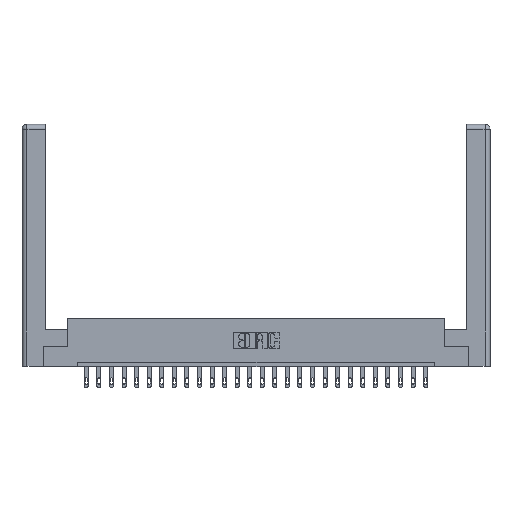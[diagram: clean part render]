
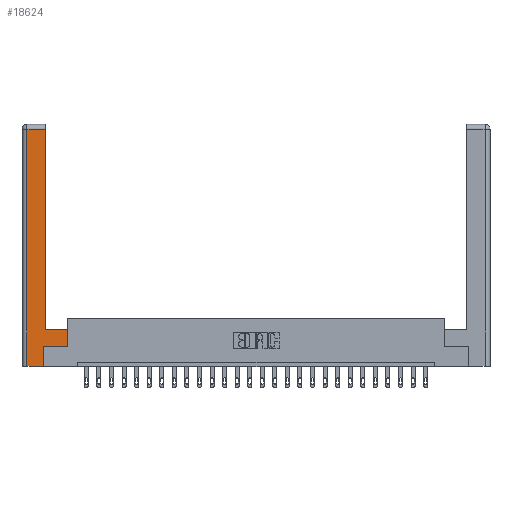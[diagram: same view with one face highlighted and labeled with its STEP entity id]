
A CAD part, top view. The second image highlights one B-rep face of the part: STEP entity #18624.
In plain terms, the highlighted planar face has unit normal (0, 0, 1).
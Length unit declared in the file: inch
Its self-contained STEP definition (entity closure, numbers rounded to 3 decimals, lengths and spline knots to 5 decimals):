
#255 = DIRECTION ( 'NONE',  ( 0., 1., 0. ) ) ;
#969 = VERTEX_POINT ( 'NONE', #1545 ) ;
#1416 = DIRECTION ( 'NONE',  ( -1., 0., 0. ) ) ;
#1426 = EDGE_CURVE ( 'NONE', #16539, #16280, #4192, .T. ) ;
#1545 = CARTESIAN_POINT ( 'NONE',  ( 0.565, 0.45, 0. ) ) ;
#1921 = CARTESIAN_POINT ( 'NONE',  ( 0.565, 0.245, 0. ) ) ;
#2012 = CARTESIAN_POINT ( 'NONE',  ( 0.0615, 2.94, 0. ) ) ;
#2820 = VERTEX_POINT ( 'NONE', #20894 ) ;
#3284 = EDGE_CURVE ( 'NONE', #2820, #13354, #5641, .T. ) ;
#3522 = DIRECTION ( 'NONE',  ( 1., 0., 0. ) ) ;
#3629 = FACE_OUTER_BOUND ( 'NONE', #12008, .T. ) ;
#3714 = VECTOR ( 'NONE', #23087, 39.37008 ) ;
#3768 = VERTEX_POINT ( 'NONE', #1921 ) ;
#3986 = LINE ( 'NONE', #10395, #18639 ) ;
#4097 = VERTEX_POINT ( 'NONE', #13823 ) ;
#4192 = LINE ( 'NONE', #9458, #17922 ) ;
#4209 = VECTOR ( 'NONE', #15485, 39.37008 ) ;
#4794 = CARTESIAN_POINT ( 'NONE',  ( 0.295, 0.45, 0. ) ) ;
#5641 = LINE ( 'NONE', #9303, #10523 ) ;
#5651 = EDGE_CURVE ( 'NONE', #16280, #4097, #11925, .T. ) ;
#5717 = VERTEX_POINT ( 'NONE', #14526 ) ;
#6590 = CARTESIAN_POINT ( 'NONE',  ( 0., 0., 0. ) ) ;
#7867 = LINE ( 'NONE', #22622, #4209 ) ;
#9303 = CARTESIAN_POINT ( 'NONE',  ( 0.265, 0., 0. ) ) ;
#9458 = CARTESIAN_POINT ( 'NONE',  ( 0.295, 3., 0. ) ) ;
#10395 = CARTESIAN_POINT ( 'NONE',  ( 0.265, 0.245, 0. ) ) ;
#10523 = VECTOR ( 'NONE', #3522, 39.37008 ) ;
#10771 = LINE ( 'NONE', #20205, #13242 ) ;
#11060 = ORIENTED_EDGE ( 'NONE', *, *, #1426, .T. ) ;
#11925 = LINE ( 'NONE', #2012, #15878 ) ;
#12008 = EDGE_LOOP ( 'NONE', ( #11060, #15707, #15412, #20608, #22077, #21684, #18419, #13810 ) ) ;
#12043 = DIRECTION ( 'NONE',  ( -1., 0., 0. ) ) ;
#12161 = AXIS2_PLACEMENT_3D ( 'NONE', #6590, #12577, #24352 ) ;
#12577 = DIRECTION ( 'NONE',  ( 0., 0., -1. ) ) ;
#13242 = VECTOR ( 'NONE', #24673, 39.37008 ) ;
#13354 = VERTEX_POINT ( 'NONE', #25152 ) ;
#13810 = ORIENTED_EDGE ( 'NONE', *, *, #21158, .T. ) ;
#13823 = CARTESIAN_POINT ( 'NONE',  ( 0.0615, 2.94, 0. ) ) ;
#14526 = CARTESIAN_POINT ( 'NONE',  ( 0.265, 0.245, 0. ) ) ;
#14692 = LINE ( 'NONE', #15276, #3714 ) ;
#15276 = CARTESIAN_POINT ( 'NONE',  ( 0.565, 0.245, 0. ) ) ;
#15412 = ORIENTED_EDGE ( 'NONE', *, *, #21136, .T. ) ;
#15485 = DIRECTION ( 'NONE',  ( 0., 1., 0. ) ) ;
#15707 = ORIENTED_EDGE ( 'NONE', *, *, #5651, .T. ) ;
#15878 = VECTOR ( 'NONE', #12043, 39.37008 ) ;
#16280 = VERTEX_POINT ( 'NONE', #19718 ) ;
#16364 = DIRECTION ( 'NONE',  ( 0., 1., 0. ) ) ;
#16539 = VERTEX_POINT ( 'NONE', #4794 ) ;
#16629 = EDGE_CURVE ( 'NONE', #5717, #3768, #14692, .T. ) ;
#16980 = EDGE_CURVE ( 'NONE', #13354, #5717, #3986, .T. ) ;
#17910 = EDGE_CURVE ( 'NONE', #3768, #969, #7867, .T. ) ;
#17922 = VECTOR ( 'NONE', #255, 39.37008 ) ;
#18419 = ORIENTED_EDGE ( 'NONE', *, *, #17910, .T. ) ;
#18624 = ADVANCED_FACE ( 'NONE', ( #3629 ), #22240, .F. ) ;
#18639 = VECTOR ( 'NONE', #16364, 39.37008 ) ;
#19718 = CARTESIAN_POINT ( 'NONE',  ( 0.295, 2.94, 0. ) ) ;
#20205 = CARTESIAN_POINT ( 'NONE',  ( 0.0615, 0., 0. ) ) ;
#20516 = VECTOR ( 'NONE', #1416, 39.37008 ) ;
#20608 = ORIENTED_EDGE ( 'NONE', *, *, #3284, .T. ) ;
#20894 = CARTESIAN_POINT ( 'NONE',  ( 0.0615, 0., 0. ) ) ;
#21136 = EDGE_CURVE ( 'NONE', #4097, #2820, #10771, .T. ) ;
#21158 = EDGE_CURVE ( 'NONE', #969, #16539, #23555, .T. ) ;
#21684 = ORIENTED_EDGE ( 'NONE', *, *, #16629, .T. ) ;
#22056 = CARTESIAN_POINT ( 'NONE',  ( 0.295, 0.45, 0. ) ) ;
#22077 = ORIENTED_EDGE ( 'NONE', *, *, #16980, .T. ) ;
#22240 = PLANE ( 'NONE',  #12161 ) ;
#22622 = CARTESIAN_POINT ( 'NONE',  ( 0.565, 0.45, 0. ) ) ;
#23087 = DIRECTION ( 'NONE',  ( 1., 0., 0. ) ) ;
#23555 = LINE ( 'NONE', #22056, #20516 ) ;
#24352 = DIRECTION ( 'NONE',  ( -1., 0., 0. ) ) ;
#24673 = DIRECTION ( 'NONE',  ( 0., -1., 0. ) ) ;
#25152 = CARTESIAN_POINT ( 'NONE',  ( 0.265, 0., 0. ) ) ;
